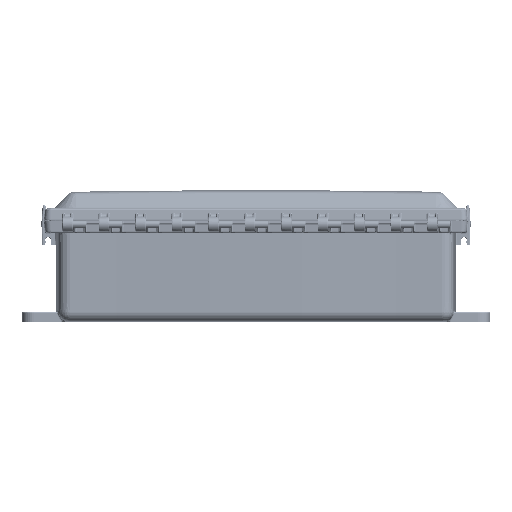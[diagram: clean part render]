
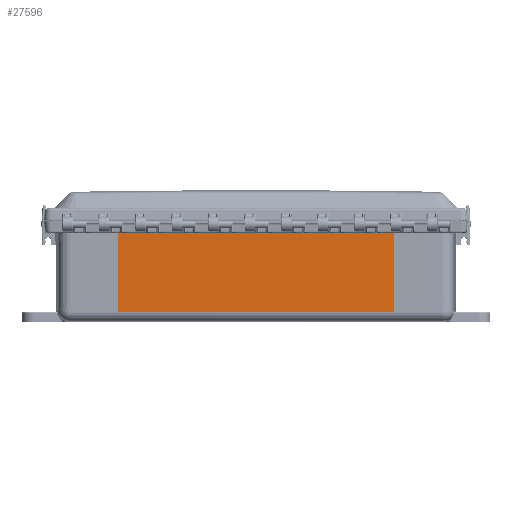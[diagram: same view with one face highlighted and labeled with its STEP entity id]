
A CAD part, top view. The second image highlights one B-rep face of the part: STEP entity #27596.
In plain terms, the highlighted conical face has half-angle 0.25 degrees and reference radius 4479.84 mm.
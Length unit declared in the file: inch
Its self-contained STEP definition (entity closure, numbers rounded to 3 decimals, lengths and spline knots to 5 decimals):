
#329 = DIRECTION ( 'NONE',  ( 0., -1., -0.004 ) ) ;
#2695 = CARTESIAN_POINT ( 'NONE',  ( 0., -3.7517, -169.14646 ) ) ;
#7387 = CARTESIAN_POINT ( 'NONE',  ( -5.66969, -3.7517, 7.12622 ) ) ;
#8830 = VECTOR ( 'NONE', #260613, 39.37008 ) ;
#17209 = VERTEX_POINT ( 'NONE', #248011 ) ;
#17471 = DIRECTION ( 'NONE',  ( 1., 0., 0. ) ) ;
#18008 = AXIS2_PLACEMENT_3D ( 'NONE', #2695, #253700, #20597 ) ;
#19994 = VERTEX_POINT ( 'NONE', #107231 ) ;
#20597 = DIRECTION ( 'NONE',  ( 0.032, 0., 0.999 ) ) ;
#22638 = ORIENTED_EDGE ( 'NONE', *, *, #197450, .T. ) ;
#27596 = ADVANCED_FACE ( 'NONE', ( #142299 ), #222864, .T. ) ;
#33793 = EDGE_CURVE ( 'NONE', #17209, #168960, #62071, .T. ) ;
#41471 = CARTESIAN_POINT ( 'NONE',  ( 5.67018, -0.20472, 7.14169 ) ) ;
#47799 = CARTESIAN_POINT ( 'NONE',  ( 5.66969, -3.7517, 7.12622 ) ) ;
#48776 = CIRCLE ( 'NONE', #18008, 176.36384 ) ;
#55907 = DIRECTION ( 'NONE',  ( 0.032, 0., 0.999 ) ) ;
#56239 = CARTESIAN_POINT ( 'NONE',  ( -5.67018, -0.20472, 7.14169 ) ) ;
#59945 = CARTESIAN_POINT ( 'NONE',  ( 0., -0.20472, -169.14646 ) ) ;
#62071 = LINE ( 'NONE', #41471, #158787 ) ;
#65535 = ORIENTED_EDGE ( 'NONE', *, *, #33793, .F. ) ;
#69546 = AXIS2_PLACEMENT_3D ( 'NONE', #209402, #121715, #17471 ) ;
#75136 = DIRECTION ( 'NONE',  ( 0., -1., 0. ) ) ;
#85348 = EDGE_CURVE ( 'NONE', #19994, #144571, #181051, .T. ) ;
#90026 = EDGE_LOOP ( 'NONE', ( #215911, #65535, #22638, #90847 ) ) ;
#90847 = ORIENTED_EDGE ( 'NONE', *, *, #85348, .T. ) ;
#107231 = CARTESIAN_POINT ( 'NONE',  ( -5.67018, -0.20472, 7.14169 ) ) ;
#121715 = DIRECTION ( 'NONE',  ( 0., 1., 0. ) ) ;
#131356 = EDGE_CURVE ( 'NONE', #168960, #144571, #48776, .T. ) ;
#132107 = CIRCLE ( 'NONE', #167166, 176.37932 ) ;
#142299 = FACE_OUTER_BOUND ( 'NONE', #90026, .T. ) ;
#144571 = VERTEX_POINT ( 'NONE', #7387 ) ;
#158787 = VECTOR ( 'NONE', #329, 39.37008 ) ;
#167166 = AXIS2_PLACEMENT_3D ( 'NONE', #59945, #75136, #55907 ) ;
#168960 = VERTEX_POINT ( 'NONE', #47799 ) ;
#181051 = LINE ( 'NONE', #56239, #8830 ) ;
#197450 = EDGE_CURVE ( 'NONE', #17209, #19994, #132107, .T. ) ;
#209402 = CARTESIAN_POINT ( 'NONE',  ( 0., -1.97821, -169.14646 ) ) ;
#215911 = ORIENTED_EDGE ( 'NONE', *, *, #131356, .F. ) ;
#222864 = CONICAL_SURFACE ( 'NONE', #69546, 176.37158, 0.004 ) ;
#248011 = CARTESIAN_POINT ( 'NONE',  ( 5.67018, -0.20472, 7.14169 ) ) ;
#253700 = DIRECTION ( 'NONE',  ( 0., -1., 0. ) ) ;
#260613 = DIRECTION ( 'NONE',  ( 0., -1., -0.004 ) ) ;
